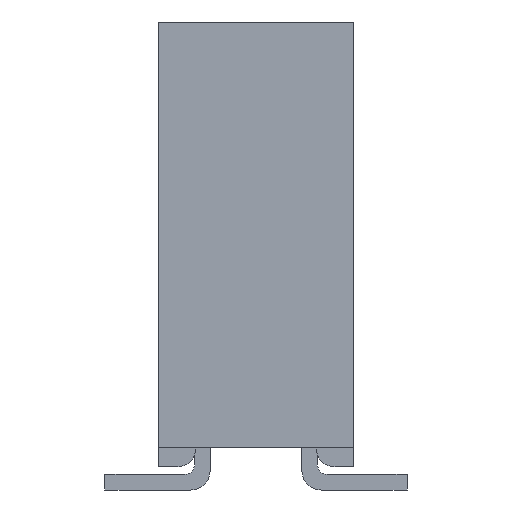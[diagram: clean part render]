
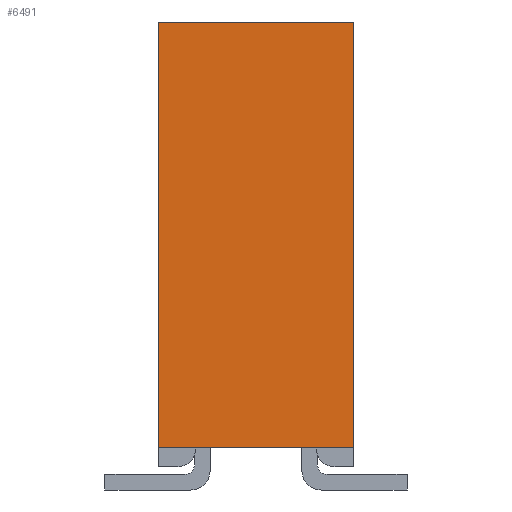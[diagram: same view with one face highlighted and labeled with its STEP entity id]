
A CAD part, left-side view. The second image highlights one B-rep face of the part: STEP entity #6491.
In plain terms, the highlighted planar face has unit normal (-1, 0, 0).
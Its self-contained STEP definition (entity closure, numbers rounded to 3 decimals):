
#6491 = ADVANCED_FACE('',(#6492),#6526,.F.);
#6492 = FACE_BOUND('',#6493,.T.);
#6493 = EDGE_LOOP('',(#6494,#6504,#6512,#6520));
#6494 = ORIENTED_EDGE('',*,*,#6495,.T.);
#6495 = EDGE_CURVE('',#6496,#6498,#6500,.T.);
#6496 = VERTEX_POINT('',#6497);
#6497 = CARTESIAN_POINT('',(-20.447,5.791,-1.27));
#6498 = VERTEX_POINT('',#6499);
#6499 = CARTESIAN_POINT('',(-20.447,0.254,-1.27));
#6500 = LINE('',#6501,#6502);
#6501 = CARTESIAN_POINT('',(-20.447,5.791,-1.27));
#6502 = VECTOR('',#6503,1.);
#6503 = DIRECTION('',(0.,-1.,0.));
#6504 = ORIENTED_EDGE('',*,*,#6505,.T.);
#6505 = EDGE_CURVE('',#6498,#6506,#6508,.T.);
#6506 = VERTEX_POINT('',#6507);
#6507 = CARTESIAN_POINT('',(-20.447,0.254,1.27));
#6508 = LINE('',#6509,#6510);
#6509 = CARTESIAN_POINT('',(-20.447,0.254,-0.787));
#6510 = VECTOR('',#6511,1.);
#6511 = DIRECTION('',(0.,0.,1.));
#6512 = ORIENTED_EDGE('',*,*,#6513,.F.);
#6513 = EDGE_CURVE('',#6514,#6506,#6516,.T.);
#6514 = VERTEX_POINT('',#6515);
#6515 = CARTESIAN_POINT('',(-20.447,5.791,1.27));
#6516 = LINE('',#6517,#6518);
#6517 = CARTESIAN_POINT('',(-20.447,5.791,1.27));
#6518 = VECTOR('',#6519,1.);
#6519 = DIRECTION('',(0.,-1.,0.));
#6520 = ORIENTED_EDGE('',*,*,#6521,.F.);
#6521 = EDGE_CURVE('',#6496,#6514,#6522,.T.);
#6522 = LINE('',#6523,#6524);
#6523 = CARTESIAN_POINT('',(-20.447,5.791,-1.27));
#6524 = VECTOR('',#6525,1.);
#6525 = DIRECTION('',(0.,0.,1.));
#6526 = PLANE('',#6527);
#6527 = AXIS2_PLACEMENT_3D('',#6528,#6529,#6530);
#6528 = CARTESIAN_POINT('',(-20.447,5.791,-1.27));
#6529 = DIRECTION('',(1.,0.,0.));
#6530 = DIRECTION('',(0.,0.,-1.));
